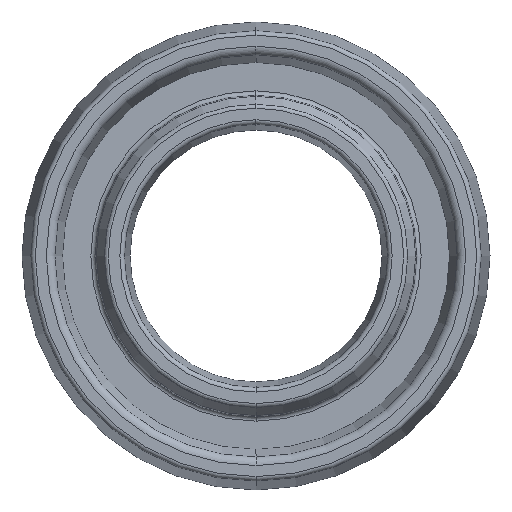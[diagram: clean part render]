
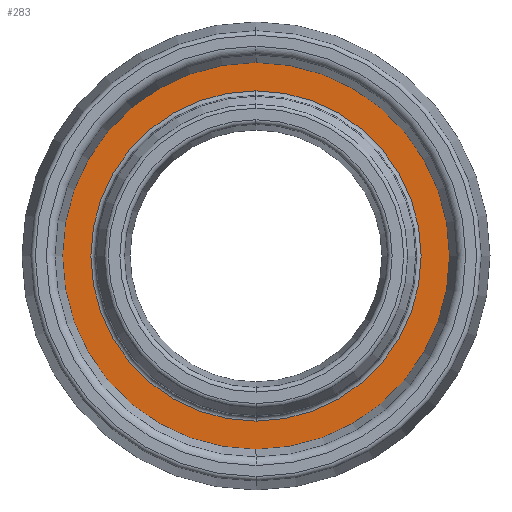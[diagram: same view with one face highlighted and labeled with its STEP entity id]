
A CAD part, top view. The second image highlights one B-rep face of the part: STEP entity #283.
In plain terms, the highlighted planar face has unit normal (0, 0, 1).
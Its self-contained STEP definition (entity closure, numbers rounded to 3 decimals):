
#2 = EDGE_CURVE ( 'NONE', #227, #877, #653, .T. ) ;
#58 = AXIS2_PLACEMENT_3D ( 'NONE', #233, #1004, #59 ) ;
#59 = DIRECTION ( 'NONE',  ( 1., 0., 0. ) ) ;
#89 = CIRCLE ( 'NONE', #1093, 18.35 ) ;
#161 = CARTESIAN_POINT ( 'NONE',  ( 0., 0., 4. ) ) ;
#207 = ORIENTED_EDGE ( 'NONE', *, *, #542, .T. ) ;
#227 = VERTEX_POINT ( 'NONE', #620 ) ;
#233 = CARTESIAN_POINT ( 'NONE',  ( 0., 0., 4. ) ) ;
#249 = CARTESIAN_POINT ( 'NONE',  ( 23.817, 23.817, 4. ) ) ;
#283 = ADVANCED_FACE ( 'NONE', ( #1091, #674 ), #838, .T. ) ;
#348 = VERTEX_POINT ( 'NONE', #750 ) ;
#420 = EDGE_CURVE ( 'NONE', #692, #348, #89, .T. ) ;
#426 = EDGE_LOOP ( 'NONE', ( #951, #876 ) ) ;
#456 = EDGE_LOOP ( 'NONE', ( #853, #207 ) ) ;
#493 = DIRECTION ( 'NONE',  ( 1., 0., 0. ) ) ;
#502 = CARTESIAN_POINT ( 'NONE',  ( 0., 0., 4. ) ) ;
#507 = DIRECTION ( 'NONE',  ( 1., 0., 0. ) ) ;
#531 = CARTESIAN_POINT ( 'NONE',  ( 0., 18.35, 4. ) ) ;
#542 = EDGE_CURVE ( 'NONE', #877, #227, #612, .T. ) ;
#581 = EDGE_CURVE ( 'NONE', #348, #692, #805, .T. ) ;
#607 = CARTESIAN_POINT ( 'NONE',  ( 0., 21.652, 4. ) ) ;
#612 = CIRCLE ( 'NONE', #721, 21.652 ) ;
#620 = CARTESIAN_POINT ( 'NONE',  ( 0., -21.652, 4. ) ) ;
#653 = CIRCLE ( 'NONE', #58, 21.652 ) ;
#656 = AXIS2_PLACEMENT_3D ( 'NONE', #249, #1097, #507 ) ;
#661 = AXIS2_PLACEMENT_3D ( 'NONE', #161, #943, #1103 ) ;
#674 = FACE_BOUND ( 'NONE', #426, .T. ) ;
#692 = VERTEX_POINT ( 'NONE', #531 ) ;
#721 = AXIS2_PLACEMENT_3D ( 'NONE', #502, #1032, #859 ) ;
#750 = CARTESIAN_POINT ( 'NONE',  ( 0., -18.35, 4. ) ) ;
#805 = CIRCLE ( 'NONE', #661, 18.35 ) ;
#838 = PLANE ( 'NONE',  #656 ) ;
#853 = ORIENTED_EDGE ( 'NONE', *, *, #2, .T. ) ;
#859 = DIRECTION ( 'NONE',  ( 1., 0., 0. ) ) ;
#876 = ORIENTED_EDGE ( 'NONE', *, *, #420, .F. ) ;
#877 = VERTEX_POINT ( 'NONE', #607 ) ;
#943 = DIRECTION ( 'NONE',  ( 0., 0., 1. ) ) ;
#951 = ORIENTED_EDGE ( 'NONE', *, *, #581, .F. ) ;
#1004 = DIRECTION ( 'NONE',  ( 0., 0., 1. ) ) ;
#1008 = DIRECTION ( 'NONE',  ( 0., 0., 1. ) ) ;
#1010 = CARTESIAN_POINT ( 'NONE',  ( 0., 0., 4. ) ) ;
#1032 = DIRECTION ( 'NONE',  ( 0., 0., 1. ) ) ;
#1091 = FACE_OUTER_BOUND ( 'NONE', #456, .T. ) ;
#1093 = AXIS2_PLACEMENT_3D ( 'NONE', #1010, #1008, #493 ) ;
#1097 = DIRECTION ( 'NONE',  ( 0., 0., 1. ) ) ;
#1103 = DIRECTION ( 'NONE',  ( 1., 0., 0. ) ) ;
